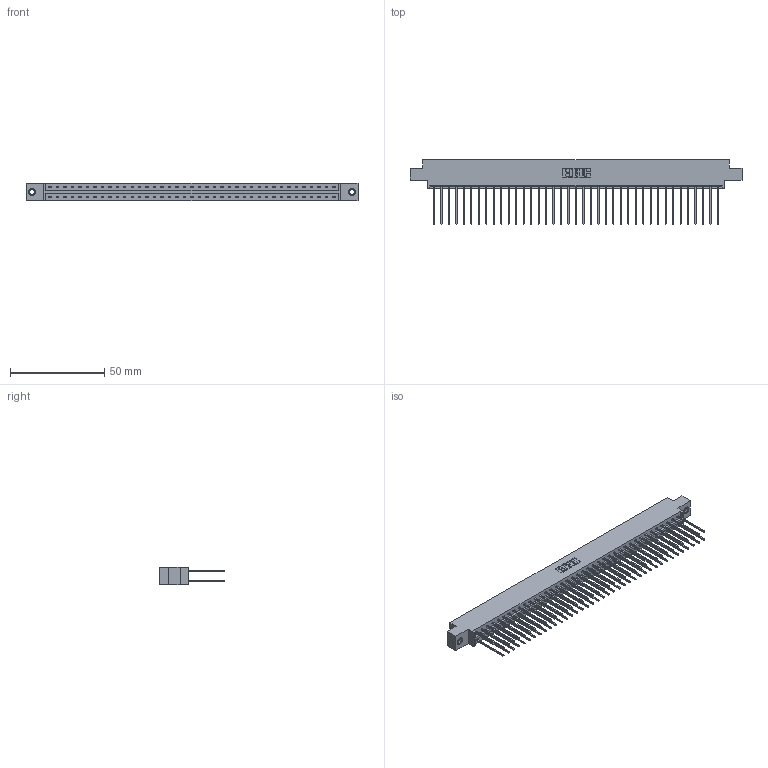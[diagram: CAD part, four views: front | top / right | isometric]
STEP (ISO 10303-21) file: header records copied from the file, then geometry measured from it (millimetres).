
FILE_DESCRIPTION (( 'STEP AP203' ), '1' );
FILE_NAME ('333-078-541-807.STEP', '2018-08-05T00:22:19', ( '' ), ( '' ), 'SwSTEP 2.0', 'SolidWorks 2016', '' );
FILE_SCHEMA (( 'CONFIG_CONTROL_DESIGN' ));
Length unit declared in the file: inch
Products named in the file (4): 333 Part_Offset - .156 Dia - TI; 345-292-001_345-293-141; 345-250-001_345-250-005-103; 333-078-541-807
Assembly tree (81 placements, depth 2):
  333-078-541-807
    333 Part_Offset - .156 Dia - TI
    345-292-001_345-293-141  x78
    345-250-001_345-250-005-103  x2
Bounding box: 176.07 x 34.3 x 9.4 mm (x, y, z)
Volume: 18154.2 mm3; surface area: 23913.7 mm2
Topology: 81 solids, 81 shells, 4234 faces, 12549 edges, 8254 vertices
Faces by surface type: plane 2914, cylinder 1304, cone 12, torus 4
Entity records: 26814 total; most frequent: CARTESIAN_POINT 4433, ORIENTED_EDGE 4362, DIRECTION 3823, EDGE_CURVE 2181, LINE 2033, VECTOR 2033, VERTEX_POINT 1448, AXIS2_PLACEMENT_3D 895
